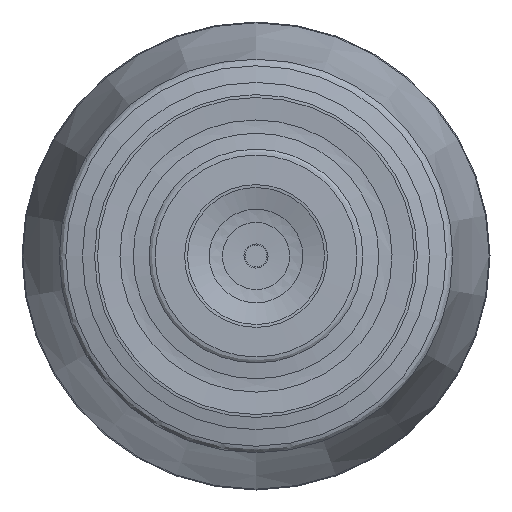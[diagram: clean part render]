
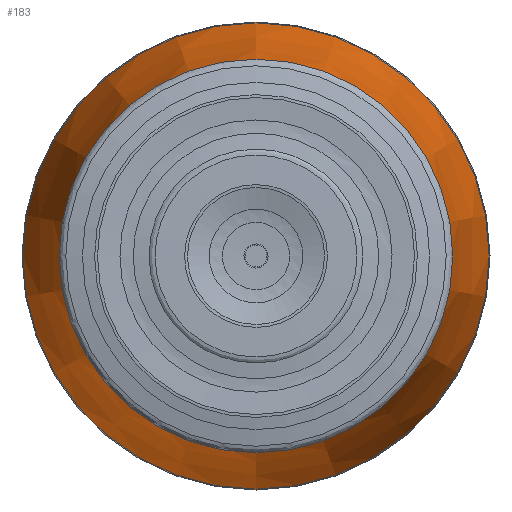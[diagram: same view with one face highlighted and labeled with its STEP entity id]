
A CAD part, left-side view. The second image highlights one B-rep face of the part: STEP entity #183.
In plain terms, the highlighted conical face has half-angle 13.241 degrees and reference radius 21.92 mm.
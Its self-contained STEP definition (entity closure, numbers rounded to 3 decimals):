
#161=CONICAL_SURFACE('',#730,21.92,13.241);
#183=ADVANCED_FACE('',(#258,#259),#161,.T.);
#258=FACE_BOUND('',#359,.T.);
#259=FACE_BOUND('',#360,.T.);
#359=EDGE_LOOP('',(#463));
#360=EDGE_LOOP('',(#464));
#463=ORIENTED_EDGE('',*,*,#605,.T.);
#464=ORIENTED_EDGE('',*,*,#604,.F.);
#552=VERTEX_POINT('',#1029);
#553=VERTEX_POINT('',#1032);
#604=EDGE_CURVE('',#552,#552,#656,.T.);
#605=EDGE_CURVE('',#553,#553,#657,.T.);
#656=CIRCLE('',#727,21.92);
#657=CIRCLE('',#729,18.133);
#727=AXIS2_PLACEMENT_3D('',#1028,#836,#837);
#729=AXIS2_PLACEMENT_3D('',#1031,#840,#841);
#730=AXIS2_PLACEMENT_3D('',#1033,#842,#843);
#836=DIRECTION('',(1.,0.,0.));
#837=DIRECTION('',(0.,0.,1.));
#840=DIRECTION('',(1.,0.,0.));
#841=DIRECTION('',(0.,0.,1.));
#842=DIRECTION('',(1.,0.,0.));
#843=DIRECTION('',(0.,0.,-1.));
#1028=CARTESIAN_POINT('',(132.661,0.,0.));
#1029=CARTESIAN_POINT('',(132.661,0.,21.92));
#1031=CARTESIAN_POINT('',(116.565,0.,0.));
#1032=CARTESIAN_POINT('',(116.565,0.,18.133));
#1033=CARTESIAN_POINT('',(132.661,0.,0.));
